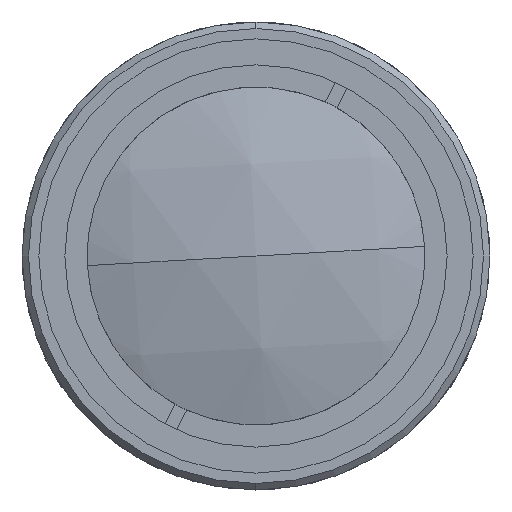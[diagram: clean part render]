
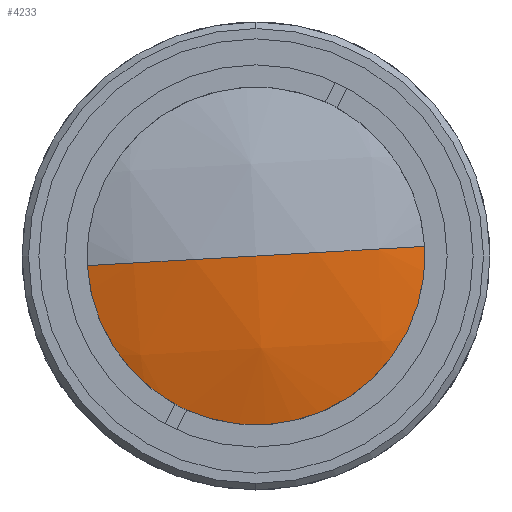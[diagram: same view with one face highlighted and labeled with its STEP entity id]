
A CAD part, left-side view. The second image highlights one B-rep face of the part: STEP entity #4233.
In plain terms, the highlighted spherical face has radius 43.203 mm.
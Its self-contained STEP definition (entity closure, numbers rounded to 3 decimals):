
#361 = CARTESIAN_POINT ( 'NONE',  ( 11.331, 13.977, -0.794 ) ) ;
#470 = DIRECTION ( 'NONE',  ( 0., 0.998, -0.057 ) ) ;
#527 = DIRECTION ( 'NONE',  ( 0., -0.057, -0.998 ) ) ;
#768 = DIRECTION ( 'NONE',  ( 0., -0.057, -0.998 ) ) ;
#784 = CIRCLE ( 'NONE', #3411, 43.203 ) ;
#837 = CIRCLE ( 'NONE', #4270, 43.203 ) ;
#868 = CARTESIAN_POINT ( 'NONE',  ( 11.331, -13.977, 0.794 ) ) ;
#1016 = EDGE_LOOP ( 'NONE', ( #1107, #3055, #3301 ) ) ;
#1069 = EDGE_CURVE ( 'NONE', #2890, #3139, #784, .T. ) ;
#1107 = ORIENTED_EDGE ( 'NONE', *, *, #2535, .T. ) ;
#1144 = CARTESIAN_POINT ( 'NONE',  ( 52.203, 0., 0. ) ) ;
#1147 = CARTESIAN_POINT ( 'NONE',  ( 52.203, 0., 0. ) ) ;
#1257 = CARTESIAN_POINT ( 'NONE',  ( 9., 0., 0. ) ) ;
#1384 = DIRECTION ( 'NONE',  ( -1., 0., 0. ) ) ;
#1961 = CIRCLE ( 'NONE', #2252, 14. ) ;
#2155 = CARTESIAN_POINT ( 'NONE',  ( 11.331, 0., 0. ) ) ;
#2241 = FACE_OUTER_BOUND ( 'NONE', #1016, .T. ) ;
#2252 = AXIS2_PLACEMENT_3D ( 'NONE', #2155, #1384, #2855 ) ;
#2260 = VERTEX_POINT ( 'NONE', #361 ) ;
#2535 = EDGE_CURVE ( 'NONE', #2260, #2890, #1961, .T. ) ;
#2682 = CARTESIAN_POINT ( 'NONE',  ( 52.203, 0., 0. ) ) ;
#2704 = DIRECTION ( 'NONE',  ( 0., 0.998, -0.057 ) ) ;
#2774 = EDGE_CURVE ( 'NONE', #2260, #3139, #837, .T. ) ;
#2855 = DIRECTION ( 'NONE',  ( 0., 0.057, 0.998 ) ) ;
#2890 = VERTEX_POINT ( 'NONE', #868 ) ;
#2957 = DIRECTION ( 'NONE',  ( 0., 0.057, 0.998 ) ) ;
#3055 = ORIENTED_EDGE ( 'NONE', *, *, #1069, .T. ) ;
#3139 = VERTEX_POINT ( 'NONE', #1257 ) ;
#3301 = ORIENTED_EDGE ( 'NONE', *, *, #2774, .F. ) ;
#3411 = AXIS2_PLACEMENT_3D ( 'NONE', #2682, #527, #2704 ) ;
#3682 = SPHERICAL_SURFACE ( 'NONE', #4177, 43.203 ) ;
#4028 = DIRECTION ( 'NONE',  ( 0., -0.998, 0.057 ) ) ;
#4177 = AXIS2_PLACEMENT_3D ( 'NONE', #1144, #768, #470 ) ;
#4233 = ADVANCED_FACE ( 'NONE', ( #2241 ), #3682, .T. ) ;
#4270 = AXIS2_PLACEMENT_3D ( 'NONE', #1147, #2957, #4028 ) ;
